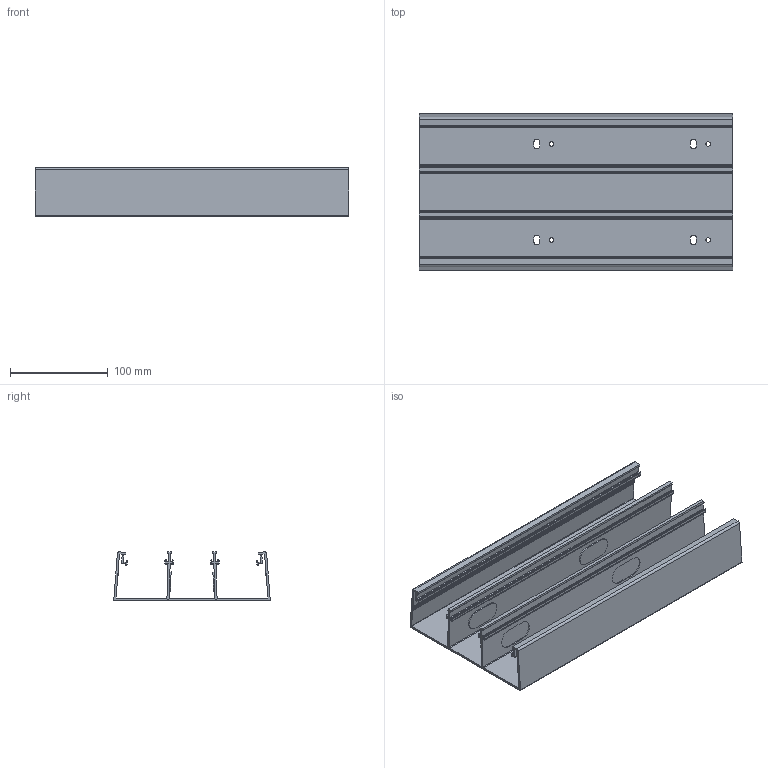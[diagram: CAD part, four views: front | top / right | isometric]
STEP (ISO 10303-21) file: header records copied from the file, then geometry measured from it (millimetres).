
FILE_DESCRIPTION(('CATIA V5 STEP Exchange','CAx-IF Rec.Pracs.--- Model Styling and Organization---1.5--- 2016-08-15','CAx-IF Rec.Pracs.---Supplemental Geometry---1.0---2011-11-01','CAx-IF Rec.Pracs.--- Composite Materials ---1.1---2010-07-15'),'2;1');
FILE_NAME('68037.stp','2021-09-29T06:52:56+00:00',('none'),('none'),'CATIA Version 5-6 Release 2020 SP3','CATIA V5 STEP AP214 v2','none');
FILE_SCHEMA(('AUTOMOTIVE_DESIGN { 1 0 10303 214 1 1 1 1 }'));
Length unit declared in the file: millimetre
Products named in the file (1): D000266_A
Bounding box: 320 x 159.83 x 50.04 mm (x, y, z)
Volume: 283756.2 mm3; surface area: 283007.9 mm2
Topology: 7 solids, 7 shells, 318 faces, 888 edges, 592 vertices
Faces by surface type: plane 190, cylinder 128
Entity records: 9736 total; most frequent: ORIENTED_EDGE 1776, CARTESIAN_POINT 1737, DIRECTION 1400, EDGE_CURVE 888, VECTOR 632, LINE 632, VERTEX_POINT 592, AXIS2_PLACEMENT_3D 513
